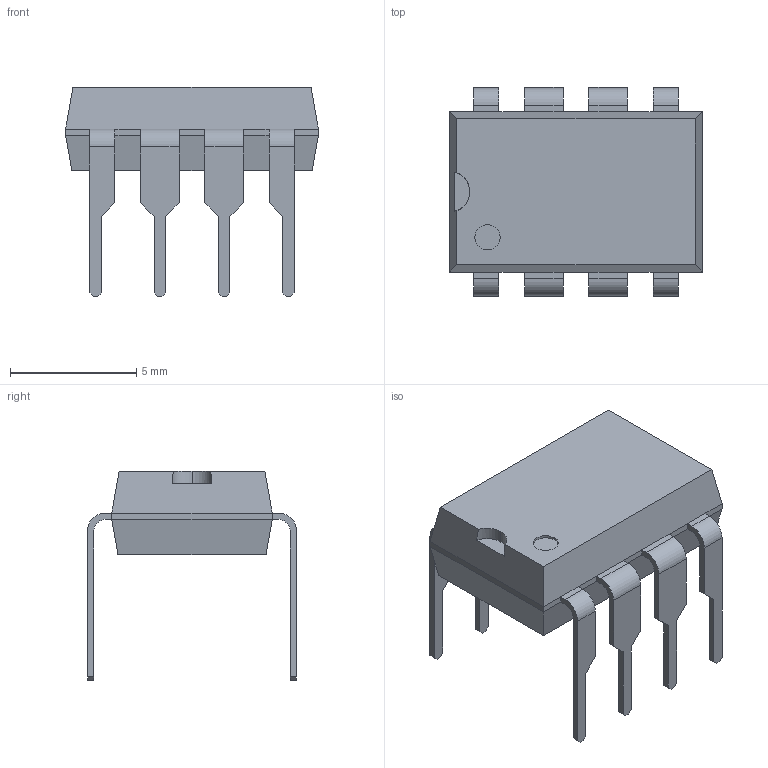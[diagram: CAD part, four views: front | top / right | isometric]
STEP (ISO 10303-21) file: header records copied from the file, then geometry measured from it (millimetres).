
FILE_DESCRIPTION (( 'STEP AP214' ), '1' );
FILE_NAME ('User Library-PDIP-8.STEP', '2014-03-04T14:58:38', ( 'Windows User' ), ( '' ), 'SwSTEP 2.0', 'SolidWorks 2014', '' );
FILE_SCHEMA (( 'AUTOMOTIVE_DESIGN' ));
Length unit declared in the file: millimetre
Products named in the file (1): User Library-PDIP-8
Bounding box: 10 x 8.26 x 8.28 mm (x, y, z)
Volume: 208.2 mm3; surface area: 341.9 mm2
Topology: 1 solids, 1 shells, 140 faces, 371 edges, 234 vertices
Faces by surface type: plane 120, cylinder 20
Entity records: 4577 total; most frequent: CARTESIAN_POINT 752, ORIENTED_EDGE 742, DIRECTION 691, EDGE_CURVE 371, VECTOR 329, LINE 329, VERTEX_POINT 234, AXIS2_PLACEMENT_3D 181
